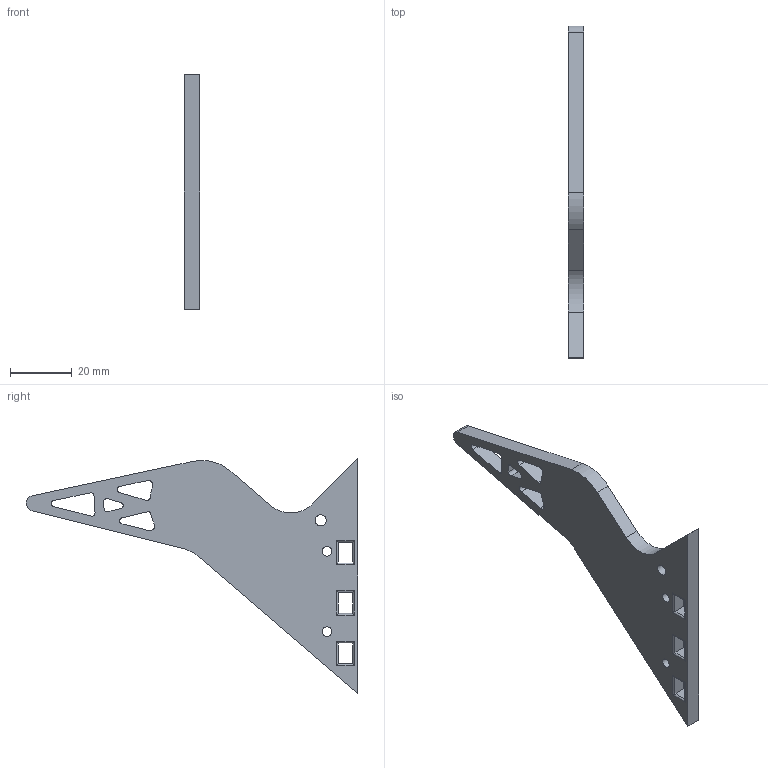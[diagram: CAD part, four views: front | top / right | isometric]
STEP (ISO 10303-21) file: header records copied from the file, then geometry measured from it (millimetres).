
FILE_DESCRIPTION(/* description */ (''),/* implementation_level */ '2;1');
FILE_NAME(/* name */ 'WeaponMountBasePlateV2.ipt.step',/* time_stamp */ '2024-02-28T22:21:03-06:00',/* author */ ('smz3rm'),/* organization */ (''),/* preprocessor_version */ 'ST-DEVELOPER v18',/* originating_system */ 'Autodesk Inventor 2020',/* authorisation */ '');
FILE_SCHEMA (('AUTOMOTIVE_DESIGN { 1 0 10303 214 3 1 1 }'));
Length unit declared in the file: millimetre
Products named in the file (1): WeaponMountBasePlateV2
Bounding box: 5 x 107.4 x 76 mm (x, y, z)
Volume: 14743.5 mm3; surface area: 8561.4 mm2
Topology: 1 solids, 1 shells, 75 faces, 225 edges, 179 vertices
Faces by surface type: cylinder 45, plane 30
Full cylindrical faces by diameter (mm): 3.1 x2, 3.6 x1
Entity records: 2524 total; most frequent: CARTESIAN_POINT 455, DIRECTION 427, ORIENTED_EDGE 392, EDGE_CURVE 196, AXIS2_PLACEMENT_3D 149, LINE 129, VECTOR 129, VERTEX_POINT 123
